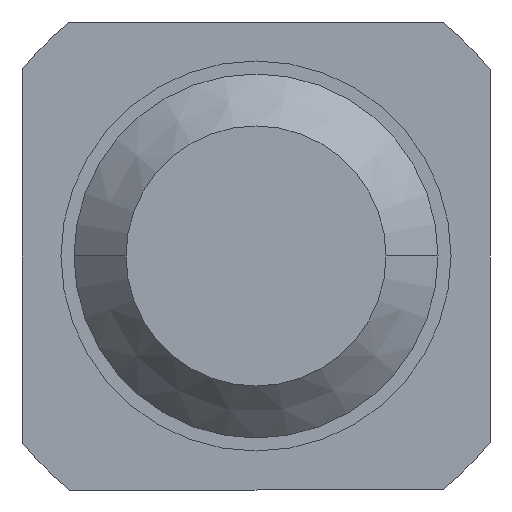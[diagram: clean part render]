
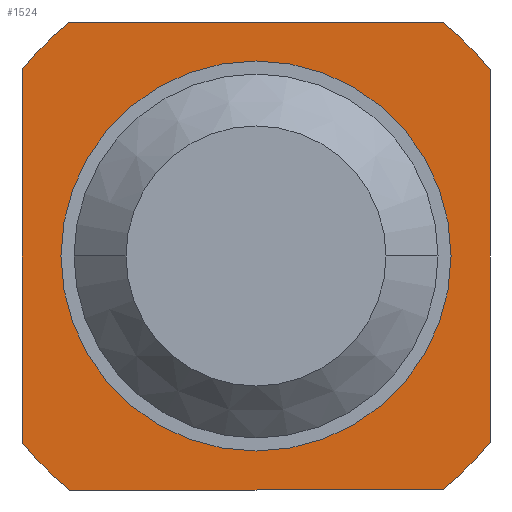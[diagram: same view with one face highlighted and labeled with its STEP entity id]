
A CAD part, front view. The second image highlights one B-rep face of the part: STEP entity #1524.
In plain terms, the highlighted planar face has unit normal (0, -1, 0).
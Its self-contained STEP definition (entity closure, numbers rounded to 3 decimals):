
#23 = EDGE_LOOP ( 'NONE', ( #1726, #3840, #512, #4788, #4078, #276, #4247, #3824 ) ) ;
#45 = LINE ( 'NONE', #952, #2007 ) ;
#87 = ORIENTED_EDGE ( 'NONE', *, *, #3703, .T. ) ;
#104 = VERTEX_POINT ( 'NONE', #2633 ) ;
#132 = CARTESIAN_POINT ( 'NONE',  ( -0.358, 0., -0.45 ) ) ;
#139 = CARTESIAN_POINT ( 'NONE',  ( 0.358, 0., 0.45 ) ) ;
#172 = VECTOR ( 'NONE', #4203, 1000. ) ;
#173 = EDGE_CURVE ( 'Defeature ausgef�hrt3_18+Defeature ausgef�hrt3_12+Defeature ausgef�hrt3_17+Defeature ausgef�hrt3_19', #887, #1087, #1239, .T. ) ;
#276 = ORIENTED_EDGE ( 'NONE', *, *, #4302, .F. ) ;
#309 = DIRECTION ( 'NONE',  ( 0., 1., 0. ) ) ;
#384 = CARTESIAN_POINT ( 'NONE',  ( 0., 0., -0.375 ) ) ;
#418 = CIRCLE ( 'NONE', #928, 0.375 ) ;
#512 = ORIENTED_EDGE ( 'NONE', *, *, #2736, .F. ) ;
#633 = VERTEX_POINT ( 'NONE', #4971 ) ;
#781 = VECTOR ( 'NONE', #2837, 1000. ) ;
#787 = EDGE_LOOP ( 'NONE', ( #3636, #87 ) ) ;
#824 = AXIS2_PLACEMENT_3D ( 'NONE', #1930, #2668, #1170 ) ;
#887 = VERTEX_POINT ( 'NONE', #3394 ) ;
#914 = DIRECTION ( 'NONE',  ( 0., 1., 0. ) ) ;
#928 = AXIS2_PLACEMENT_3D ( 'NONE', #936, #1733, #1366 ) ;
#936 = CARTESIAN_POINT ( 'NONE',  ( 0., 0., 0. ) ) ;
#947 = DIRECTION ( 'NONE',  ( 0., 0., 1. ) ) ;
#952 = CARTESIAN_POINT ( 'NONE',  ( 0.45, 0., 0.358 ) ) ;
#1087 = VERTEX_POINT ( 'NONE', #2460 ) ;
#1170 = DIRECTION ( 'NONE',  ( 0., 0., 1. ) ) ;
#1227 = LINE ( 'NONE', #132, #3548 ) ;
#1239 = LINE ( 'NONE', #4152, #172 ) ;
#1262 = CARTESIAN_POINT ( 'NONE',  ( -0.358, 0., -0.45 ) ) ;
#1366 = DIRECTION ( 'NONE',  ( 0., 0., 1. ) ) ;
#1403 = EDGE_CURVE ( 'Defeature ausgef�hrt3_13+Defeature ausgef�hrt3_12+Defeature ausgef�hrt3_20+Defeature ausgef�hrt3_14', #2468, #3584, #1659, .T. ) ;
#1408 = DIRECTION ( 'NONE',  ( 0., 1., 0. ) ) ;
#1524 = ADVANCED_FACE ( 'Defeature ausgef�hrt3_12', ( #4040, #1536 ), #1664, .F. ) ;
#1536 = FACE_OUTER_BOUND ( 'NONE', #23, .T. ) ;
#1617 = CARTESIAN_POINT ( 'NONE',  ( 0., 0., 0. ) ) ;
#1635 = CARTESIAN_POINT ( 'NONE',  ( 0., 0., 0. ) ) ;
#1659 = CIRCLE ( 'NONE', #824, 0.575 ) ;
#1664 = PLANE ( 'NONE',  #1966 ) ;
#1726 = ORIENTED_EDGE ( 'NONE', *, *, #1403, .F. ) ;
#1728 = CARTESIAN_POINT ( 'NONE',  ( 0., 0., 0. ) ) ;
#1733 = DIRECTION ( 'NONE',  ( 0., 1., 0. ) ) ;
#1752 = EDGE_CURVE ( 'Defeature ausgef�hrt3_17+Defeature ausgef�hrt3_12+Defeature ausgef�hrt3_16+Defeature ausgef�hrt3_18', #3751, #887, #3616, .T. ) ;
#1760 = CIRCLE ( 'NONE', #2255, 0.575 ) ;
#1770 = AXIS2_PLACEMENT_3D ( 'NONE', #4095, #1408, #3259 ) ;
#1866 = AXIS2_PLACEMENT_3D ( 'NONE', #2611, #309, #2936 ) ;
#1930 = CARTESIAN_POINT ( 'NONE',  ( 0., 0., 0. ) ) ;
#1966 = AXIS2_PLACEMENT_3D ( 'NONE', #1617, #4661, #3897 ) ;
#2007 = VECTOR ( 'NONE', #3629, 1000. ) ;
#2232 = CARTESIAN_POINT ( 'NONE',  ( 0.358, 0., 0.45 ) ) ;
#2255 = AXIS2_PLACEMENT_3D ( 'NONE', #1728, #914, #947 ) ;
#2460 = CARTESIAN_POINT ( 'NONE',  ( -0.45, 0., 0.358 ) ) ;
#2468 = VERTEX_POINT ( 'NONE', #2232 ) ;
#2611 = CARTESIAN_POINT ( 'NONE',  ( 0., 0., 0. ) ) ;
#2633 = CARTESIAN_POINT ( 'NONE',  ( -0.358, 0., 0.45 ) ) ;
#2668 = DIRECTION ( 'NONE',  ( 0., 1., 0. ) ) ;
#2736 = EDGE_CURVE ( 'Defeature ausgef�hrt3_19+Defeature ausgef�hrt3_12+Defeature ausgef�hrt3_18+Defeature ausgef�hrt3_20', #1087, #104, #3127, .T. ) ;
#2837 = DIRECTION ( 'NONE',  ( 1., 0., 0. ) ) ;
#2910 = DIRECTION ( 'NONE',  ( -1., 0., 0. ) ) ;
#2936 = DIRECTION ( 'NONE',  ( 0., 0., 1. ) ) ;
#3127 = CIRCLE ( 'NONE', #1770, 0.575 ) ;
#3172 = LINE ( 'NONE', #139, #781 ) ;
#3254 = VERTEX_POINT ( 'NONE', #3655 ) ;
#3259 = DIRECTION ( 'NONE',  ( 0., 0., 1. ) ) ;
#3394 = CARTESIAN_POINT ( 'NONE',  ( -0.45, 0., -0.358 ) ) ;
#3548 = VECTOR ( 'NONE', #2910, 1000. ) ;
#3584 = VERTEX_POINT ( 'NONE', #4412 ) ;
#3616 = CIRCLE ( 'NONE', #1866, 0.575 ) ;
#3629 = DIRECTION ( 'NONE',  ( 0., 0., -1. ) ) ;
#3636 = ORIENTED_EDGE ( 'NONE', *, *, #4186, .T. ) ;
#3655 = CARTESIAN_POINT ( 'NONE',  ( 0., 0., 0.375 ) ) ;
#3703 = EDGE_CURVE ( 'Defeature ausgef�hrt3_12+Defeature ausgef�hrt3_5+Defeature ausgef�hrt3_5+Defeature ausgef�hrt3_5', #4634, #3254, #418, .T. ) ;
#3738 = EDGE_CURVE ( 'Defeature ausgef�hrt3_14+Defeature ausgef�hrt3_12+Defeature ausgef�hrt3_13+Defeature ausgef�hrt3_15', #3584, #4331, #45, .T. ) ;
#3751 = VERTEX_POINT ( 'NONE', #1262 ) ;
#3824 = ORIENTED_EDGE ( 'NONE', *, *, #3738, .F. ) ;
#3840 = ORIENTED_EDGE ( 'NONE', *, *, #4902, .F. ) ;
#3897 = DIRECTION ( 'NONE',  ( 0., 0., 1. ) ) ;
#4040 = FACE_BOUND ( 'NONE', #787, .T. ) ;
#4078 = ORIENTED_EDGE ( 'NONE', *, *, #1752, .F. ) ;
#4095 = CARTESIAN_POINT ( 'NONE',  ( 0., 0., 0. ) ) ;
#4152 = CARTESIAN_POINT ( 'NONE',  ( -0.45, 0., 0.358 ) ) ;
#4186 = EDGE_CURVE ( 'Defeature ausgef�hrt3_12+Defeature ausgef�hrt3_5+Defeature ausgef�hrt3_5+Defeature ausgef�hrt3_5', #3254, #4634, #4697, .T. ) ;
#4203 = DIRECTION ( 'NONE',  ( 0., 0., 1. ) ) ;
#4247 = ORIENTED_EDGE ( 'NONE', *, *, #4263, .F. ) ;
#4263 = EDGE_CURVE ( 'Defeature ausgef�hrt3_15+Defeature ausgef�hrt3_12+Defeature ausgef�hrt3_14+Defeature ausgef�hrt3_16', #4331, #633, #1760, .T. ) ;
#4302 = EDGE_CURVE ( 'Defeature ausgef�hrt3_16+Defeature ausgef�hrt3_12+Defeature ausgef�hrt3_15+Defeature ausgef�hrt3_17', #633, #3751, #1227, .T. ) ;
#4331 = VERTEX_POINT ( 'NONE', #4458 ) ;
#4412 = CARTESIAN_POINT ( 'NONE',  ( 0.45, 0., 0.358 ) ) ;
#4458 = CARTESIAN_POINT ( 'NONE',  ( 0.45, 0., -0.358 ) ) ;
#4634 = VERTEX_POINT ( 'NONE', #384 ) ;
#4648 = DIRECTION ( 'NONE',  ( 0., 0., 1. ) ) ;
#4661 = DIRECTION ( 'NONE',  ( 0., 1., 0. ) ) ;
#4679 = DIRECTION ( 'NONE',  ( 0., 1., 0. ) ) ;
#4697 = CIRCLE ( 'NONE', #4722, 0.375 ) ;
#4722 = AXIS2_PLACEMENT_3D ( 'NONE', #1635, #4679, #4648 ) ;
#4788 = ORIENTED_EDGE ( 'NONE', *, *, #173, .F. ) ;
#4902 = EDGE_CURVE ( 'Defeature ausgef�hrt3_20+Defeature ausgef�hrt3_12+Defeature ausgef�hrt3_19+Defeature ausgef�hrt3_13', #104, #2468, #3172, .T. ) ;
#4971 = CARTESIAN_POINT ( 'NONE',  ( 0.358, 0., -0.45 ) ) ;
